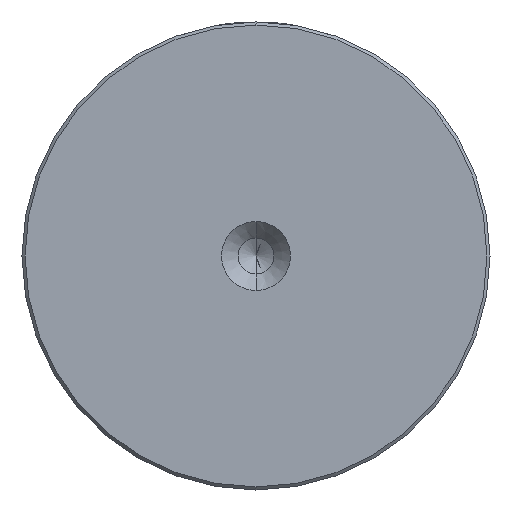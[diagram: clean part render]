
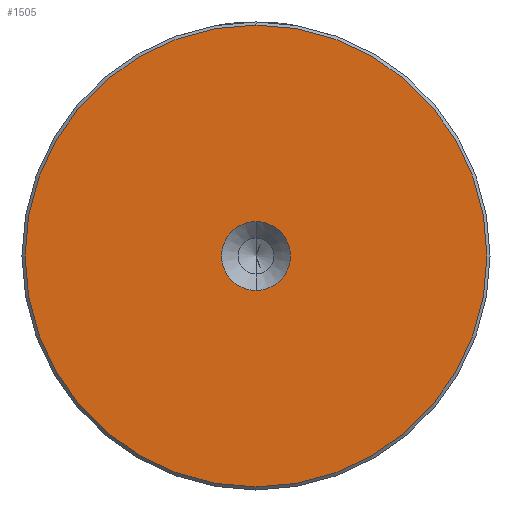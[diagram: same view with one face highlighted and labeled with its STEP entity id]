
A CAD part, left-side view. The second image highlights one B-rep face of the part: STEP entity #1505.
In plain terms, the highlighted planar face has unit normal (-1, 0, 0).
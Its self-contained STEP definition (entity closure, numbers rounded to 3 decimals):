
#48 = CARTESIAN_POINT ( 'NONE',  ( 0., 0., -5.6 ) ) ;
#126 = CARTESIAN_POINT ( 'NONE',  ( 0., 0., 0. ) ) ;
#139 = DIRECTION ( 'NONE',  ( 0., 0., 1. ) ) ;
#292 = ORIENTED_EDGE ( 'NONE', *, *, #2148, .F. ) ;
#314 = DIRECTION ( 'NONE',  ( -1., 0., 0. ) ) ;
#323 = DIRECTION ( 'NONE',  ( 0., 0., 1. ) ) ;
#341 = AXIS2_PLACEMENT_3D ( 'NONE', #458, #1810, #657 ) ;
#458 = CARTESIAN_POINT ( 'NONE',  ( 0., 0., 0. ) ) ;
#475 = VERTEX_POINT ( 'NONE', #1958 ) ;
#544 = PLANE ( 'NONE',  #1261 ) ;
#657 = DIRECTION ( 'NONE',  ( 0., 0., 1. ) ) ;
#742 = DIRECTION ( 'NONE',  ( 0., 0., 1. ) ) ;
#745 = VERTEX_POINT ( 'NONE', #1937 ) ;
#822 = CIRCLE ( 'NONE', #1584, 5.6 ) ;
#988 = EDGE_CURVE ( 'NONE', #1938, #745, #1108, .T. ) ;
#1108 = CIRCLE ( 'NONE', #341, 37.5 ) ;
#1261 = AXIS2_PLACEMENT_3D ( 'NONE', #2473, #1898, #742 ) ;
#1287 = CIRCLE ( 'NONE', #2091, 5.6 ) ;
#1308 = DIRECTION ( 'NONE',  ( -1., 0., 0. ) ) ;
#1369 = EDGE_LOOP ( 'NONE', ( #1669, #2229 ) ) ;
#1437 = EDGE_CURVE ( 'NONE', #745, #1938, #1929, .T. ) ;
#1462 = EDGE_CURVE ( 'NONE', #1796, #475, #1287, .T. ) ;
#1478 = CARTESIAN_POINT ( 'NONE',  ( 0., 0., 0. ) ) ;
#1487 = DIRECTION ( 'NONE',  ( -1., 0., 0. ) ) ;
#1505 = ADVANCED_FACE ( 'NONE', ( #1671, #1748 ), #544, .T. ) ;
#1547 = EDGE_LOOP ( 'NONE', ( #292, #2160 ) ) ;
#1584 = AXIS2_PLACEMENT_3D ( 'NONE', #2463, #1308, #139 ) ;
#1667 = DIRECTION ( 'NONE',  ( 0., 0., 1. ) ) ;
#1669 = ORIENTED_EDGE ( 'NONE', *, *, #988, .T. ) ;
#1671 = FACE_OUTER_BOUND ( 'NONE', #1369, .T. ) ;
#1748 = FACE_BOUND ( 'NONE', #1547, .T. ) ;
#1796 = VERTEX_POINT ( 'NONE', #48 ) ;
#1810 = DIRECTION ( 'NONE',  ( -1., 0., 0. ) ) ;
#1898 = DIRECTION ( 'NONE',  ( -1., 0., 0. ) ) ;
#1929 = CIRCLE ( 'NONE', #2349, 37.5 ) ;
#1937 = CARTESIAN_POINT ( 'NONE',  ( 0., 0., 37.5 ) ) ;
#1938 = VERTEX_POINT ( 'NONE', #2228 ) ;
#1958 = CARTESIAN_POINT ( 'NONE',  ( 0., 0., 5.6 ) ) ;
#2091 = AXIS2_PLACEMENT_3D ( 'NONE', #126, #1487, #323 ) ;
#2148 = EDGE_CURVE ( 'NONE', #475, #1796, #822, .T. ) ;
#2160 = ORIENTED_EDGE ( 'NONE', *, *, #1462, .F. ) ;
#2228 = CARTESIAN_POINT ( 'NONE',  ( 0., 0., -37.5 ) ) ;
#2229 = ORIENTED_EDGE ( 'NONE', *, *, #1437, .T. ) ;
#2349 = AXIS2_PLACEMENT_3D ( 'NONE', #1478, #314, #1667 ) ;
#2463 = CARTESIAN_POINT ( 'NONE',  ( 0., 0., 0. ) ) ;
#2473 = CARTESIAN_POINT ( 'NONE',  ( 0., 0., 0. ) ) ;
